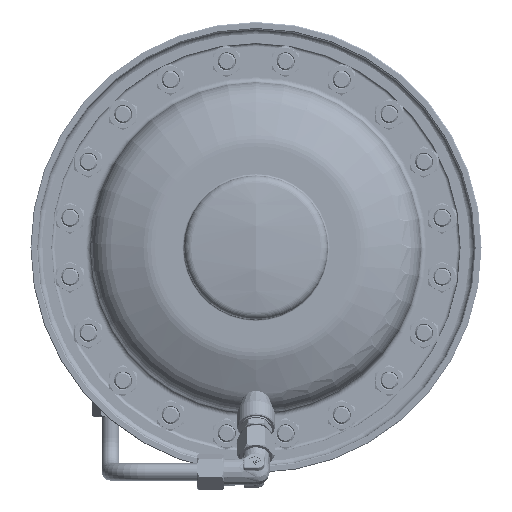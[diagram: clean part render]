
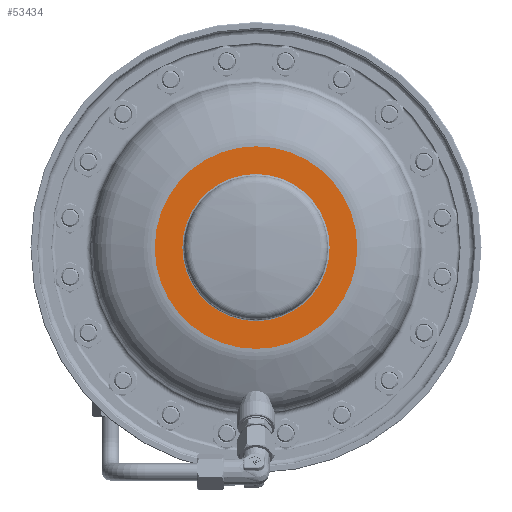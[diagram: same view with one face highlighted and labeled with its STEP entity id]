
A CAD part, front view. The second image highlights one B-rep face of the part: STEP entity #53434.
In plain terms, the highlighted planar face has unit normal (0, -1, 0).
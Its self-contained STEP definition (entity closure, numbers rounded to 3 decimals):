
#51844=CARTESIAN_POINT('',(0.,10.,0.));
#51845=DIRECTION('',(0.,-1.,0.));
#51846=DIRECTION('',(1.,0.,0.));
#51847=AXIS2_PLACEMENT_3D('',#51844,#51845,#51846);
#51849=CARTESIAN_POINT('',(0.,10.,0.));
#51850=DIRECTION('',(0.,-1.,0.));
#51851=DIRECTION('',(-1.,0.,0.));
#51852=AXIS2_PLACEMENT_3D('',#51849,#51850,#51851);
#51854=CARTESIAN_POINT('',(0.,10.,0.));
#51855=DIRECTION('',(0.,-1.,0.));
#51856=DIRECTION('',(1.,0.,0.));
#51857=AXIS2_PLACEMENT_3D('',#51854,#51855,#51856);
#51869=CARTESIAN_POINT('',(0.,10.,0.));
#51870=DIRECTION('',(0.,1.,0.));
#51871=DIRECTION('',(1.,0.,0.));
#51872=AXIS2_PLACEMENT_3D('',#51869,#51870,#51871);
#53067=CARTESIAN_POINT('',(59.161,10.,0.));
#53068=VERTEX_POINT('',#53067);
#53083=CARTESIAN_POINT('',(-59.161,10.,0.));
#53085=VERTEX_POINT('',#53083);
#53147=CARTESIAN_POINT('',(43.,10.,0.));
#53148=CARTESIAN_POINT('',(-43.,10.,0.));
#53149=VERTEX_POINT('',#53147);
#53150=VERTEX_POINT('',#53148);
#53418=CARTESIAN_POINT('',(0.,10.,0.));
#53419=DIRECTION('',(0.,-1.,0.));
#53420=DIRECTION('',(-1.,0.,0.));
#53421=AXIS2_PLACEMENT_3D('',#53418,#53419,#53420);
#53422=PLANE('',#53421);
#53424=ORIENTED_EDGE('',*,*,#53423,.F.);
#53426=ORIENTED_EDGE('',*,*,#53425,.T.);
#53427=EDGE_LOOP('',(#53424,#53426));
#53428=FACE_OUTER_BOUND('',#53427,.F.);
#53429=ORIENTED_EDGE('',*,*,#53408,.T.);
#53431=ORIENTED_EDGE('',*,*,#53430,.T.);
#53432=EDGE_LOOP('',(#53429,#53431));
#53433=FACE_BOUND('',#53432,.F.);
#51848=CIRCLE('',#51847,43.);
#51853=CIRCLE('',#51852,43.);
#51858=CIRCLE('',#51857,59.161);
#51873=CIRCLE('',#51872,59.161);
#53408=EDGE_CURVE('',#53149,#53150,#51848,.T.);
#53423=EDGE_CURVE('',#53068,#53085,#51858,.T.);
#53425=EDGE_CURVE('',#53068,#53085,#51873,.T.);
#53430=EDGE_CURVE('',#53150,#53149,#51853,.T.);
#53434=ADVANCED_FACE('',(#53428,#53433),#53422,.T.);
